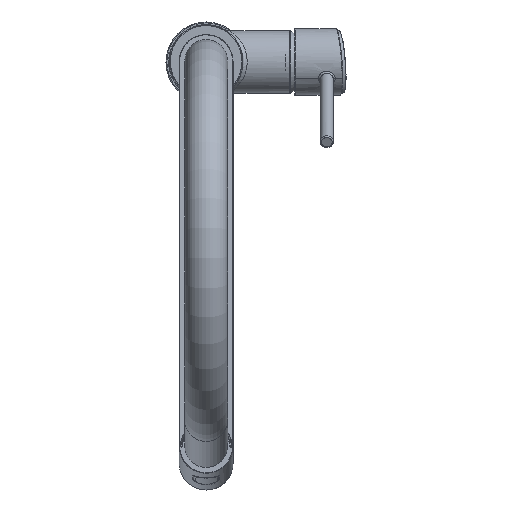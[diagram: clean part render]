
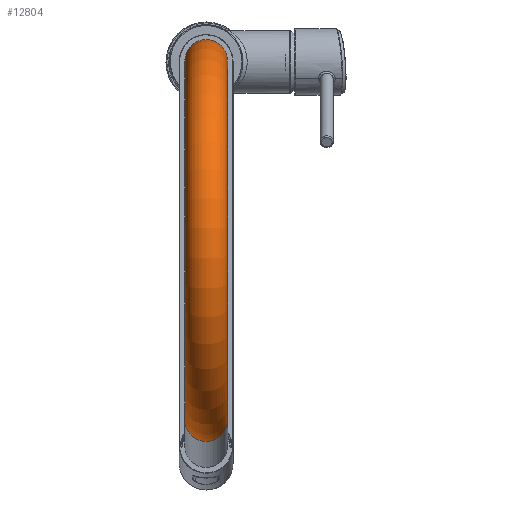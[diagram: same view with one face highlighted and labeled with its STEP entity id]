
A CAD part, top view. The second image highlights one B-rep face of the part: STEP entity #12804.
In plain terms, the highlighted toroidal (fillet/blend) face has major radius 105.4 mm and minor radius 12.5 mm.
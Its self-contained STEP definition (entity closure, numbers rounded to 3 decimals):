
#2748=TOROIDAL_SURFACE('',#19391,105.4,12.5);
#2803=ORIENTED_EDGE('',*,*,#6914,.F.);
#2804=ORIENTED_EDGE('',*,*,#6915,.T.);
#6914=EDGE_CURVE('',#8970,#8970,#10266,.F.);
#6915=EDGE_CURVE('',#8971,#8971,#10267,.F.);
#8970=VERTEX_POINT('',#22999);
#8971=VERTEX_POINT('',#23002);
#10266=CIRCLE('',#19390,12.5);
#10267=CIRCLE('',#19392,12.5);
#10743=EDGE_LOOP('',(#2803));
#10744=EDGE_LOOP('',(#2804));
#11672=FACE_BOUND('',#10743,.T.);
#11673=FACE_BOUND('',#10744,.T.);
#12804=ADVANCED_FACE('',(#11672,#11673),#2748,.T.);
#19390=AXIS2_PLACEMENT_3D('',#22998,#20428,#20429);
#19391=AXIS2_PLACEMENT_3D('',#23000,#20430,#20431);
#19392=AXIS2_PLACEMENT_3D('',#23001,#20432,#20433);
#20428=DIRECTION('',(0.,0.122,0.993));
#20429=DIRECTION('',(1.,0.,0.));
#20430=DIRECTION('',(1.,0.,0.));
#20431=DIRECTION('',(0.,1.,0.));
#20432=DIRECTION('',(0.,0.,-1.));
#20433=DIRECTION('',(1.,0.,0.));
#22998=CARTESIAN_POINT('',(0.,-210.014,159.048));
#22999=CARTESIAN_POINT('',(12.5,-210.014,159.048));
#23000=CARTESIAN_POINT('',(0.,-105.4,146.203));
#23001=CARTESIAN_POINT('',(0.,0.,146.203));
#23002=CARTESIAN_POINT('',(12.5,0.,146.203));
